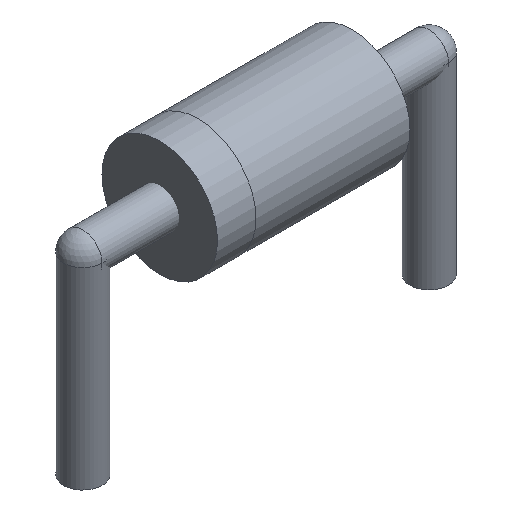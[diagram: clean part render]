
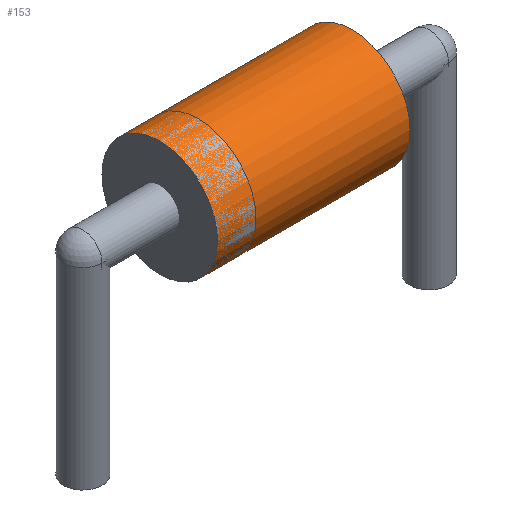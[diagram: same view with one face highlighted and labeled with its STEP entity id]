
A CAD part, isometric view. The second image highlights one B-rep face of the part: STEP entity #153.
In plain terms, the highlighted cylindrical face has radius 1.5 mm (diameter 3 mm), a full revolution.
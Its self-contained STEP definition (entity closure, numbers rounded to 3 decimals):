
#33=FACE_OUTER_BOUND('',#48,.T.);
#48=EDGE_LOOP('',(#114,#115,#116,#117));
#63=LINE('',#279,#68);
#68=VECTOR('',#219,1.5);
#73=CIRCLE('',#187,1.5);
#74=CIRCLE('',#188,1.5);
#85=VERTEX_POINT('',#276);
#86=VERTEX_POINT('',#278);
#97=EDGE_CURVE('',#85,#85,#73,.T.);
#98=EDGE_CURVE('',#85,#86,#63,.T.);
#99=EDGE_CURVE('',#86,#86,#74,.T.);
#114=ORIENTED_EDGE('',*,*,#97,.F.);
#115=ORIENTED_EDGE('',*,*,#98,.T.);
#116=ORIENTED_EDGE('',*,*,#99,.T.);
#117=ORIENTED_EDGE('',*,*,#98,.F.);
#148=CYLINDRICAL_SURFACE('',#186,1.5);
#153=ADVANCED_FACE('',(#33),#148,.T.);
#186=AXIS2_PLACEMENT_3D('',#275,#215,#216);
#187=AXIS2_PLACEMENT_3D('',#277,#217,#218);
#188=AXIS2_PLACEMENT_3D('',#280,#220,#221);
#215=DIRECTION('center_axis',(1.,0.,0.));
#216=DIRECTION('ref_axis',(0.,1.,0.));
#217=DIRECTION('center_axis',(1.,0.,0.));
#218=DIRECTION('ref_axis',(0.,1.,0.));
#219=DIRECTION('',(-1.,0.,0.));
#220=DIRECTION('center_axis',(1.,0.,0.));
#221=DIRECTION('ref_axis',(0.,1.,0.));
#275=CARTESIAN_POINT('Origin',(0.,0.,5.));
#276=CARTESIAN_POINT('',(5.,-1.5,5.));
#277=CARTESIAN_POINT('Origin',(5.,0.,5.));
#278=CARTESIAN_POINT('',(0.,-1.5,5.));
#279=CARTESIAN_POINT('',(0.,-1.5,5.));
#280=CARTESIAN_POINT('Origin',(0.,0.,5.));
